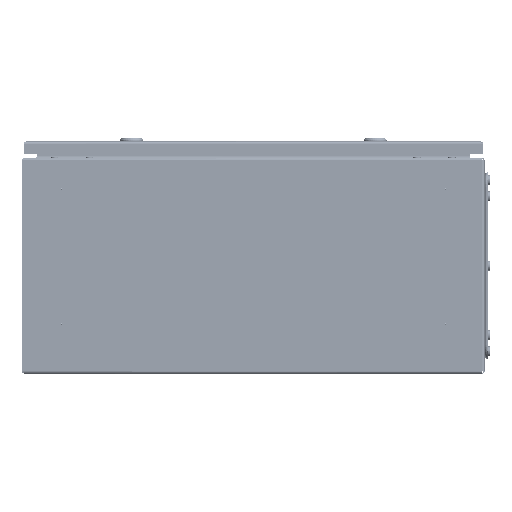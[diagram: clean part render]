
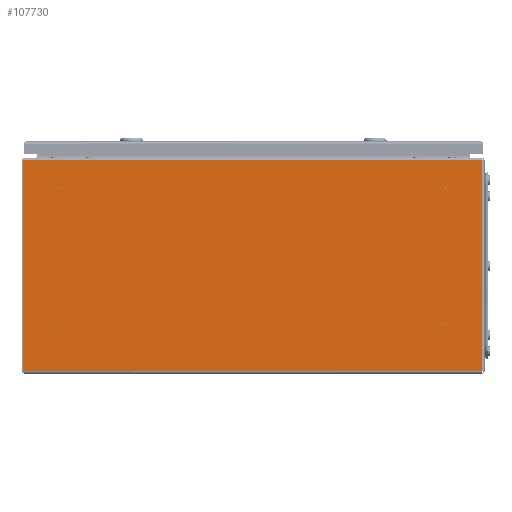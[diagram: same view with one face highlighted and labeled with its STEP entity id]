
A CAD part, left-side view. The second image highlights one B-rep face of the part: STEP entity #107730.
In plain terms, the highlighted planar face has unit normal (-1, 0, 0).
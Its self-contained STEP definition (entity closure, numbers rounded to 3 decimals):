
#1035 = DIRECTION ( 'NONE',  ( 0., 0., -1. ) ) ;
#2146 = DIRECTION ( 'NONE',  ( -1., 0., 0. ) ) ;
#2586 = CARTESIAN_POINT ( 'NONE',  ( -250., -270.883, 205. ) ) ;
#4907 = AXIS2_PLACEMENT_3D ( 'NONE', #21204, #80482, #28660 ) ;
#5673 = VERTEX_POINT ( 'NONE', #16210 ) ;
#5836 = CARTESIAN_POINT ( 'NONE',  ( -250., -249., 63.717 ) ) ;
#6476 = EDGE_CURVE ( 'NONE', #68435, #107613, #102430, .T. ) ;
#6949 = CIRCLE ( 'NONE', #28171, 0.883 ) ;
#7694 = EDGE_CURVE ( 'NONE', #30707, #109055, #40544, .T. ) ;
#8413 = EDGE_CURVE ( 'NONE', #37346, #5673, #70193, .T. ) ;
#8926 = CARTESIAN_POINT ( 'NONE',  ( -250., 249., 239.6 ) ) ;
#9599 = DIRECTION ( 'NONE',  ( 0., 0., -1. ) ) ;
#11365 = VECTOR ( 'NONE', #30142, 1000. ) ;
#13008 = CARTESIAN_POINT ( 'NONE',  ( -250., -249., 238.717 ) ) ;
#14800 = VERTEX_POINT ( 'NONE', #2586 ) ;
#15844 = DIRECTION ( 'NONE',  ( -1., 0., 0. ) ) ;
#16119 = CIRCLE ( 'NONE', #4907, 0.883 ) ;
#16210 = CARTESIAN_POINT ( 'NONE',  ( -250., -249., 65.483 ) ) ;
#16542 = VECTOR ( 'NONE', #33544, 1000. ) ;
#16796 = DIRECTION ( 'NONE',  ( 0., 0., -1. ) ) ;
#18099 = CARTESIAN_POINT ( 'NONE',  ( -250., -249., 64.6 ) ) ;
#18783 = CARTESIAN_POINT ( 'NONE',  ( -250., -249., 239.6 ) ) ;
#21204 = CARTESIAN_POINT ( 'NONE',  ( -250., 249., 64.6 ) ) ;
#21768 = DIRECTION ( 'NONE',  ( 0., 0., -1. ) ) ;
#22542 = ORIENTED_EDGE ( 'NONE', *, *, #83101, .F. ) ;
#23802 = FACE_BOUND ( 'NONE', #87887, .T. ) ;
#24957 = CARTESIAN_POINT ( 'NONE',  ( -250., -300., 276.6 ) ) ;
#26283 = CARTESIAN_POINT ( 'NONE',  ( -250., -249., 240.483 ) ) ;
#27192 = AXIS2_PLACEMENT_3D ( 'NONE', #8926, #110902, #16796 ) ;
#27738 = EDGE_CURVE ( 'NONE', #5673, #37346, #37671, .T. ) ;
#28171 = AXIS2_PLACEMENT_3D ( 'NONE', #90758, #38600, #21768 ) ;
#28660 = DIRECTION ( 'NONE',  ( 0., 0., -1. ) ) ;
#28805 = EDGE_LOOP ( 'NONE', ( #22542, #44572, #62156, #100407 ) ) ;
#29346 = EDGE_CURVE ( 'NONE', #89009, #92502, #16119, .T. ) ;
#30142 = DIRECTION ( 'NONE',  ( 0., 0., 1. ) ) ;
#30707 = VERTEX_POINT ( 'NONE', #72265 ) ;
#31139 = AXIS2_PLACEMENT_3D ( 'NONE', #60090, #15844, #93060 ) ;
#31149 = EDGE_CURVE ( 'NONE', #14800, #76125, #73640, .T. ) ;
#31814 = ORIENTED_EDGE ( 'NONE', *, *, #51801, .F. ) ;
#31924 = AXIS2_PLACEMENT_3D ( 'NONE', #18783, #103942, #61534 ) ;
#33544 = DIRECTION ( 'NONE',  ( 0., 1., 0. ) ) ;
#35834 = FACE_OUTER_BOUND ( 'NONE', #28805, .T. ) ;
#35983 = CARTESIAN_POINT ( 'NONE',  ( -250., -249., 64.6 ) ) ;
#36006 = CIRCLE ( 'NONE', #31924, 0.883 ) ;
#36040 = EDGE_CURVE ( 'NONE', #92502, #89009, #6949, .T. ) ;
#36234 = PLANE ( 'NONE',  #55426 ) ;
#36598 = DIRECTION ( 'NONE',  ( 0., 0., -1. ) ) ;
#37094 = EDGE_CURVE ( 'NONE', #76125, #14800, #41744, .T. ) ;
#37095 = DIRECTION ( 'NONE',  ( 0., 0., -1. ) ) ;
#37169 = CARTESIAN_POINT ( 'NONE',  ( -250., 249., 65.483 ) ) ;
#37346 = VERTEX_POINT ( 'NONE', #5836 ) ;
#37671 = CIRCLE ( 'NONE', #86054, 0.883 ) ;
#38137 = CARTESIAN_POINT ( 'NONE',  ( -250., -269.117, 205. ) ) ;
#38546 = CARTESIAN_POINT ( 'NONE',  ( -250., -296.6, 3.4 ) ) ;
#38600 = DIRECTION ( 'NONE',  ( -1., 0., 0. ) ) ;
#40474 = CIRCLE ( 'NONE', #27192, 0.883 ) ;
#40544 = CIRCLE ( 'NONE', #43928, 0.883 ) ;
#41744 = CIRCLE ( 'NONE', #31139, 0.883 ) ;
#43397 = CARTESIAN_POINT ( 'NONE',  ( -250., 249., 63.717 ) ) ;
#43928 = AXIS2_PLACEMENT_3D ( 'NONE', #63650, #2146, #36598 ) ;
#44572 = ORIENTED_EDGE ( 'NONE', *, *, #83600, .F. ) ;
#45862 = AXIS2_PLACEMENT_3D ( 'NONE', #78968, #78226, #9599 ) ;
#46219 = EDGE_LOOP ( 'NONE', ( #89012, #31814 ) ) ;
#46813 = EDGE_LOOP ( 'NONE', ( #92832, #60826 ) ) ;
#47864 = VERTEX_POINT ( 'NONE', #38546 ) ;
#49011 = AXIS2_PLACEMENT_3D ( 'NONE', #35983, #96035, #37095 ) ;
#49827 = VERTEX_POINT ( 'NONE', #13008 ) ;
#51801 = EDGE_CURVE ( 'NONE', #49827, #107129, #36006, .T. ) ;
#52311 = ORIENTED_EDGE ( 'NONE', *, *, #37094, .F. ) ;
#52375 = CARTESIAN_POINT ( 'NONE',  ( -250., -300., 276.6 ) ) ;
#52704 = CARTESIAN_POINT ( 'NONE',  ( -250., -296.6, 276.6 ) ) ;
#53777 = ORIENTED_EDGE ( 'NONE', *, *, #31149, .F. ) ;
#53982 = CARTESIAN_POINT ( 'NONE',  ( -250., 298.246, 3.4 ) ) ;
#55426 = AXIS2_PLACEMENT_3D ( 'NONE', #52375, #104939, #1035 ) ;
#59776 = CARTESIAN_POINT ( 'NONE',  ( -250., -300., 3.4 ) ) ;
#60090 = CARTESIAN_POINT ( 'NONE',  ( -250., -270., 205. ) ) ;
#60146 = DIRECTION ( 'NONE',  ( 0., 1., 0. ) ) ;
#60826 = ORIENTED_EDGE ( 'NONE', *, *, #86412, .F. ) ;
#61230 = DIRECTION ( 'NONE',  ( -1., 0., 0. ) ) ;
#61534 = DIRECTION ( 'NONE',  ( 0., 0., -1. ) ) ;
#62156 = ORIENTED_EDGE ( 'NONE', *, *, #6476, .T. ) ;
#63012 = VECTOR ( 'NONE', #98903, 1000. ) ;
#63650 = CARTESIAN_POINT ( 'NONE',  ( -250., 249., 239.6 ) ) ;
#64449 = DIRECTION ( 'NONE',  ( 0., 0., -1. ) ) ;
#68435 = VERTEX_POINT ( 'NONE', #52704 ) ;
#69498 = FACE_BOUND ( 'NONE', #72392, .T. ) ;
#69667 = AXIS2_PLACEMENT_3D ( 'NONE', #106470, #98183, #64449 ) ;
#70193 = CIRCLE ( 'NONE', #49011, 0.883 ) ;
#70310 = ORIENTED_EDGE ( 'NONE', *, *, #8413, .F. ) ;
#70921 = EDGE_CURVE ( 'NONE', #71816, #107613, #73154, .T. ) ;
#71816 = VERTEX_POINT ( 'NONE', #53982 ) ;
#72265 = CARTESIAN_POINT ( 'NONE',  ( -250., 249., 240.483 ) ) ;
#72392 = EDGE_LOOP ( 'NONE', ( #94083, #107620 ) ) ;
#73154 = LINE ( 'NONE', #81605, #11365 ) ;
#73640 = CIRCLE ( 'NONE', #69667, 0.883 ) ;
#76105 = CARTESIAN_POINT ( 'NONE',  ( -250., 298.246, 276.6 ) ) ;
#76125 = VERTEX_POINT ( 'NONE', #38137 ) ;
#77800 = CIRCLE ( 'NONE', #45862, 0.883 ) ;
#78226 = DIRECTION ( 'NONE',  ( -1., 0., 0. ) ) ;
#78968 = CARTESIAN_POINT ( 'NONE',  ( -250., -249., 239.6 ) ) ;
#80482 = DIRECTION ( 'NONE',  ( -1., 0., 0. ) ) ;
#81605 = CARTESIAN_POINT ( 'NONE',  ( -250., 298.246, 276.6 ) ) ;
#83101 = EDGE_CURVE ( 'NONE', #47864, #71816, #109890, .T. ) ;
#83600 = EDGE_CURVE ( 'NONE', #68435, #47864, #85824, .T. ) ;
#85824 = LINE ( 'NONE', #107878, #63012 ) ;
#86054 = AXIS2_PLACEMENT_3D ( 'NONE', #18099, #61230, #111087 ) ;
#86412 = EDGE_CURVE ( 'NONE', #109055, #30707, #40474, .T. ) ;
#87887 = EDGE_LOOP ( 'NONE', ( #100740, #70310 ) ) ;
#88818 = EDGE_LOOP ( 'NONE', ( #52311, #53777 ) ) ;
#89009 = VERTEX_POINT ( 'NONE', #43397 ) ;
#89012 = ORIENTED_EDGE ( 'NONE', *, *, #105427, .F. ) ;
#90758 = CARTESIAN_POINT ( 'NONE',  ( -250., 249., 64.6 ) ) ;
#92122 = CARTESIAN_POINT ( 'NONE',  ( -250., 249., 238.717 ) ) ;
#92253 = FACE_BOUND ( 'NONE', #46219, .T. ) ;
#92502 = VERTEX_POINT ( 'NONE', #37169 ) ;
#92832 = ORIENTED_EDGE ( 'NONE', *, *, #7694, .F. ) ;
#93060 = DIRECTION ( 'NONE',  ( 0., 0., -1. ) ) ;
#94083 = ORIENTED_EDGE ( 'NONE', *, *, #36040, .F. ) ;
#95183 = VECTOR ( 'NONE', #60146, 1000. ) ;
#96035 = DIRECTION ( 'NONE',  ( -1., 0., 0. ) ) ;
#98183 = DIRECTION ( 'NONE',  ( -1., 0., 0. ) ) ;
#98903 = DIRECTION ( 'NONE',  ( 0., 0., -1. ) ) ;
#100407 = ORIENTED_EDGE ( 'NONE', *, *, #70921, .F. ) ;
#100740 = ORIENTED_EDGE ( 'NONE', *, *, #27738, .F. ) ;
#102430 = LINE ( 'NONE', #24957, #16542 ) ;
#103942 = DIRECTION ( 'NONE',  ( -1., 0., 0. ) ) ;
#104939 = DIRECTION ( 'NONE',  ( 1., 0., 0. ) ) ;
#105427 = EDGE_CURVE ( 'NONE', #107129, #49827, #77800, .T. ) ;
#105659 = FACE_BOUND ( 'NONE', #46813, .T. ) ;
#106470 = CARTESIAN_POINT ( 'NONE',  ( -250., -270., 205. ) ) ;
#107029 = FACE_BOUND ( 'NONE', #88818, .T. ) ;
#107129 = VERTEX_POINT ( 'NONE', #26283 ) ;
#107613 = VERTEX_POINT ( 'NONE', #76105 ) ;
#107620 = ORIENTED_EDGE ( 'NONE', *, *, #29346, .F. ) ;
#107730 = ADVANCED_FACE ( 'NONE', ( #107029, #23802, #92253, #69498, #105659, #35834 ), #36234, .F. ) ;
#107878 = CARTESIAN_POINT ( 'NONE',  ( -250., -296.6, 294.992 ) ) ;
#109055 = VERTEX_POINT ( 'NONE', #92122 ) ;
#109890 = LINE ( 'NONE', #59776, #95183 ) ;
#110902 = DIRECTION ( 'NONE',  ( -1., 0., 0. ) ) ;
#111087 = DIRECTION ( 'NONE',  ( 0., 0., -1. ) ) ;
